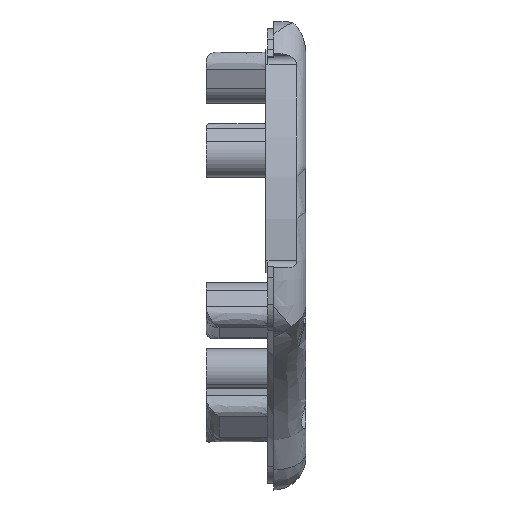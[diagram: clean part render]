
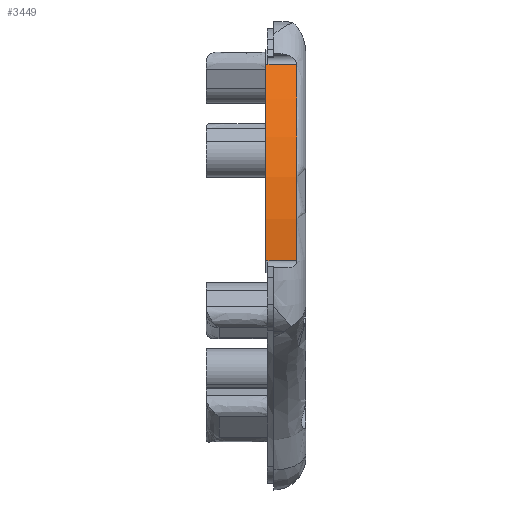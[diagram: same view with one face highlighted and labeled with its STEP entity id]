
A CAD part, left-side view. The second image highlights one B-rep face of the part: STEP entity #3449.
In plain terms, the highlighted cylindrical face has radius 45 mm (diameter 90 mm), a partial arc.
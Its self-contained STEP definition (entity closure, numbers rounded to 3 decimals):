
#123=LINE('',#5954,#274);
#128=LINE('',#6010,#279);
#274=VECTOR('',#4011,10.);
#279=VECTOR('',#4024,10.);
#441=CIRCLE('',#3682,45.);
#442=CIRCLE('',#3683,45.);
#569=CYLINDRICAL_SURFACE('',#3681,45.);
#645=FACE_OUTER_BOUND('',#854,.T.);
#854=EDGE_LOOP('',(#2416,#2417,#2418,#2419));
#1401=VERTEX_POINT('',#5951);
#1402=VERTEX_POINT('',#5953);
#1410=VERTEX_POINT('',#5992);
#1411=VERTEX_POINT('',#6009);
#1788=EDGE_CURVE('',#1401,#1402,#123,.T.);
#1798=EDGE_CURVE('',#1410,#1411,#128,.T.);
#1803=EDGE_CURVE('',#1411,#1401,#441,.T.);
#1804=EDGE_CURVE('',#1402,#1410,#442,.T.);
#2416=ORIENTED_EDGE('',*,*,#1788,.F.);
#2417=ORIENTED_EDGE('',*,*,#1803,.F.);
#2418=ORIENTED_EDGE('',*,*,#1798,.F.);
#2419=ORIENTED_EDGE('',*,*,#1804,.F.);
#3449=ADVANCED_FACE('',(#645),#569,.T.);
#3681=AXIS2_PLACEMENT_3D('',#6018,#4031,#4032);
#3682=AXIS2_PLACEMENT_3D('',#6019,#4033,#4034);
#3683=AXIS2_PLACEMENT_3D('',#6020,#4035,#4036);
#4011=DIRECTION('',(0.,-1.,0.));
#4024=DIRECTION('',(0.,1.,0.));
#4031=DIRECTION('center_axis',(0.,1.,0.));
#4032=DIRECTION('ref_axis',(-0.955,0.,0.295));
#4033=DIRECTION('center_axis',(0.,1.,0.));
#4034=DIRECTION('ref_axis',(-0.996,0.,-0.088));
#4035=DIRECTION('center_axis',(0.,-1.,0.));
#4036=DIRECTION('ref_axis',(1.,0.,0.));
#5951=CARTESIAN_POINT('',(-35.434,6.2,27.738));
#5953=CARTESIAN_POINT('',(-35.434,1.429,27.738));
#5954=CARTESIAN_POINT('',(-35.434,0.,27.738));
#5992=CARTESIAN_POINT('',(-44.906,1.429,-2.912));
#6009=CARTESIAN_POINT('',(-44.906,6.2,-2.912));
#6010=CARTESIAN_POINT('',(-44.906,0.,-2.912));
#6018=CARTESIAN_POINT('Origin',(0.,0.,
0.));
#6019=CARTESIAN_POINT('Origin',(0.,6.2,0.));
#6020=CARTESIAN_POINT('Origin',(0.,1.429,0.));
